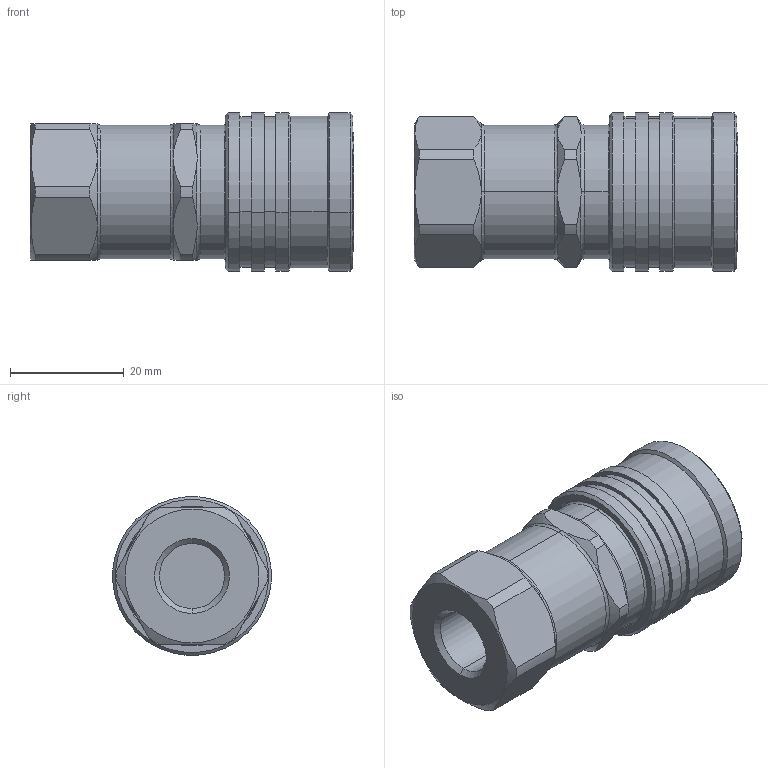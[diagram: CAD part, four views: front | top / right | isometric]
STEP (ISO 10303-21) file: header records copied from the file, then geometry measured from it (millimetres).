
FILE_DESCRIPTION (( 'STEP AP214' ), '1' );
FILE_NAME ('IB2511 V.STEP', '2015-09-02T13:57:52', ( 'admin' ), ( 'Microsoft' ), 'SwSTEP 2.0', 'SolidWorks 2009', '' );
FILE_SCHEMA (( 'AUTOMOTIVE_DESIGN' ));
Length unit declared in the file: millimetre
Products named in the file (1): IB2511 V
Bounding box: 57 x 27.9 x 27.9 mm (x, y, z)
Volume: 23781.6 mm3; surface area: 9276.7 mm2
Topology: 2 solids, 2 shells, 263 faces, 706 edges, 441 vertices
Faces by surface type: cylinder 83, cone 82, torus 42, plane 40, sphere 16
Entity records: 9381 total; most frequent: CARTESIAN_POINT 3053, DIRECTION 1355, ORIENTED_EDGE 1332, EDGE_CURVE 666, AXIS2_PLACEMENT_3D 596, VERTEX_POINT 417, CIRCLE 332, EDGE_LOOP 289
